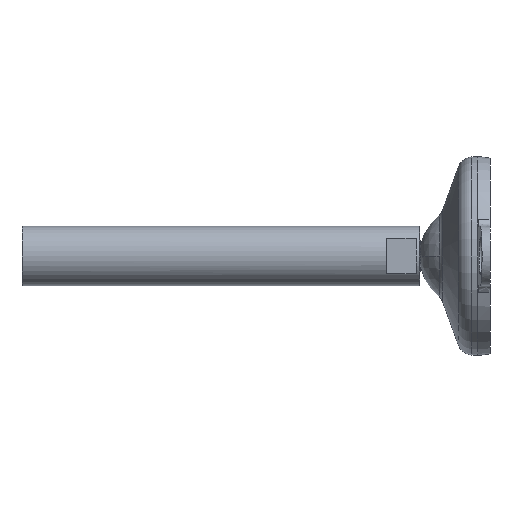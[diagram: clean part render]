
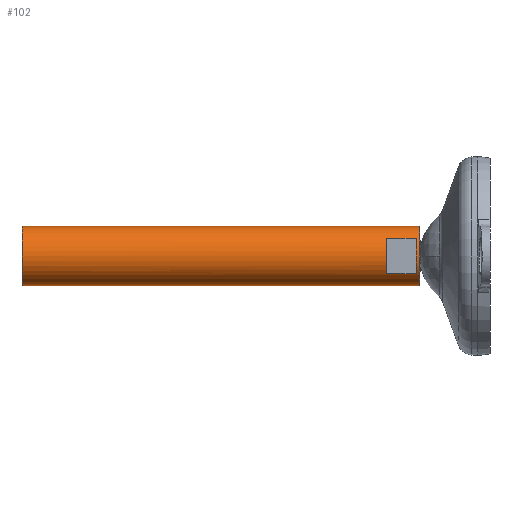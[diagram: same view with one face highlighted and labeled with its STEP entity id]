
A CAD part, left-side view. The second image highlights one B-rep face of the part: STEP entity #102.
In plain terms, the highlighted cylindrical face has radius 15 mm (diameter 30 mm), a partial arc.
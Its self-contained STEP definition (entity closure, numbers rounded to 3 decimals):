
#27 = CARTESIAN_POINT ( 'NONE',  ( -12., 52., -9. ) ) ;
#56 = VECTOR ( 'NONE', #1448, 1000. ) ;
#58 = DIRECTION ( 'NONE',  ( 0., 0., -1. ) ) ;
#62 = FACE_BOUND ( 'NONE', #624, .T. ) ;
#102 = ADVANCED_FACE ( 'NONE', ( #659, #62 ), #1264, .T. ) ;
#117 = DIRECTION ( 'NONE',  ( 0., -1., 0. ) ) ;
#142 = DIRECTION ( 'NONE',  ( 0., 0., -1. ) ) ;
#164 = AXIS2_PLACEMENT_3D ( 'NONE', #513, #863, #142 ) ;
#165 = EDGE_CURVE ( 'NONE', #1277, #1242, #770, .T. ) ;
#172 = EDGE_CURVE ( 'NONE', #287, #1487, #656, .T. ) ;
#193 = ORIENTED_EDGE ( 'NONE', *, *, #172, .T. ) ;
#214 = CARTESIAN_POINT ( 'NONE',  ( 0., 235., -15. ) ) ;
#262 = AXIS2_PLACEMENT_3D ( 'NONE', #664, #627, #58 ) ;
#287 = VERTEX_POINT ( 'NONE', #27 ) ;
#294 = DIRECTION ( 'NONE',  ( 0., -1., 0. ) ) ;
#301 = EDGE_CURVE ( 'NONE', #439, #1308, #1145, .T. ) ;
#306 = DIRECTION ( 'NONE',  ( 0., 0., -1. ) ) ;
#329 = EDGE_CURVE ( 'NONE', #1277, #439, #870, .T. ) ;
#401 = LINE ( 'NONE', #1334, #602 ) ;
#402 = CARTESIAN_POINT ( 'NONE',  ( -12., 37., -9. ) ) ;
#417 = LINE ( 'NONE', #1006, #56 ) ;
#420 = LINE ( 'NONE', #1404, #1375 ) ;
#424 = VERTEX_POINT ( 'NONE', #1167 ) ;
#439 = VERTEX_POINT ( 'NONE', #571 ) ;
#457 = EDGE_CURVE ( 'NONE', #1487, #424, #420, .T. ) ;
#462 = CARTESIAN_POINT ( 'NONE',  ( 0., 235., 0. ) ) ;
#464 = ORIENTED_EDGE ( 'NONE', *, *, #457, .T. ) ;
#513 = CARTESIAN_POINT ( 'NONE',  ( 0., 35.5, 0. ) ) ;
#542 = CARTESIAN_POINT ( 'NONE',  ( -12., 52., 9. ) ) ;
#568 = ORIENTED_EDGE ( 'NONE', *, *, #329, .F. ) ;
#571 = CARTESIAN_POINT ( 'NONE',  ( 0., 35.5, 15. ) ) ;
#602 = VECTOR ( 'NONE', #294, 1000. ) ;
#607 = CARTESIAN_POINT ( 'NONE',  ( 0., 35.5, -15. ) ) ;
#624 = EDGE_LOOP ( 'NONE', ( #1432, #193, #464, #1108 ) ) ;
#627 = DIRECTION ( 'NONE',  ( 0., -1., 0. ) ) ;
#640 = DIRECTION ( 'NONE',  ( 0., -1., 0. ) ) ;
#656 = CIRCLE ( 'NONE', #1397, 15. ) ;
#659 = FACE_OUTER_BOUND ( 'NONE', #756, .T. ) ;
#664 = CARTESIAN_POINT ( 'NONE',  ( 0., 37., 0. ) ) ;
#670 = ORIENTED_EDGE ( 'NONE', *, *, #301, .F. ) ;
#689 = EDGE_CURVE ( 'NONE', #424, #726, #714, .T. ) ;
#714 = CIRCLE ( 'NONE', #262, 15. ) ;
#726 = VERTEX_POINT ( 'NONE', #402 ) ;
#748 = CARTESIAN_POINT ( 'NONE',  ( 0., 0., 15. ) ) ;
#756 = EDGE_LOOP ( 'NONE', ( #568, #1313, #1370, #670 ) ) ;
#770 = CIRCLE ( 'NONE', #833, 15. ) ;
#833 = AXIS2_PLACEMENT_3D ( 'NONE', #462, #117, #1406 ) ;
#863 = DIRECTION ( 'NONE',  ( 0., -1., 0. ) ) ;
#870 = LINE ( 'NONE', #748, #1201 ) ;
#898 = DIRECTION ( 'NONE',  ( 0., -1., 0. ) ) ;
#941 = DIRECTION ( 'NONE',  ( 0., 0., 1. ) ) ;
#1006 = CARTESIAN_POINT ( 'NONE',  ( -12., 0., -9. ) ) ;
#1009 = DIRECTION ( 'NONE',  ( 0., -1., 0. ) ) ;
#1012 = CARTESIAN_POINT ( 'NONE',  ( 0., 0., 0. ) ) ;
#1027 = EDGE_CURVE ( 'NONE', #1242, #1308, #401, .T. ) ;
#1043 = CARTESIAN_POINT ( 'NONE',  ( 0., 52., 0. ) ) ;
#1071 = EDGE_CURVE ( 'NONE', #726, #287, #417, .T. ) ;
#1108 = ORIENTED_EDGE ( 'NONE', *, *, #689, .T. ) ;
#1145 = CIRCLE ( 'NONE', #164, 15. ) ;
#1159 = AXIS2_PLACEMENT_3D ( 'NONE', #1012, #898, #306 ) ;
#1167 = CARTESIAN_POINT ( 'NONE',  ( -12., 37., 9. ) ) ;
#1201 = VECTOR ( 'NONE', #640, 1000. ) ;
#1242 = VERTEX_POINT ( 'NONE', #214 ) ;
#1264 = CYLINDRICAL_SURFACE ( 'NONE', #1159, 15. ) ;
#1277 = VERTEX_POINT ( 'NONE', #1436 ) ;
#1282 = DIRECTION ( 'NONE',  ( 0., 1., 0. ) ) ;
#1308 = VERTEX_POINT ( 'NONE', #607 ) ;
#1313 = ORIENTED_EDGE ( 'NONE', *, *, #165, .T. ) ;
#1334 = CARTESIAN_POINT ( 'NONE',  ( 0., 0., -15. ) ) ;
#1370 = ORIENTED_EDGE ( 'NONE', *, *, #1027, .T. ) ;
#1375 = VECTOR ( 'NONE', #1009, 1000. ) ;
#1397 = AXIS2_PLACEMENT_3D ( 'NONE', #1043, #1282, #941 ) ;
#1404 = CARTESIAN_POINT ( 'NONE',  ( -12., 0., 9. ) ) ;
#1406 = DIRECTION ( 'NONE',  ( 0., 0., -1. ) ) ;
#1432 = ORIENTED_EDGE ( 'NONE', *, *, #1071, .T. ) ;
#1436 = CARTESIAN_POINT ( 'NONE',  ( 0., 235., 15. ) ) ;
#1448 = DIRECTION ( 'NONE',  ( 0., 1., 0. ) ) ;
#1487 = VERTEX_POINT ( 'NONE', #542 ) ;
